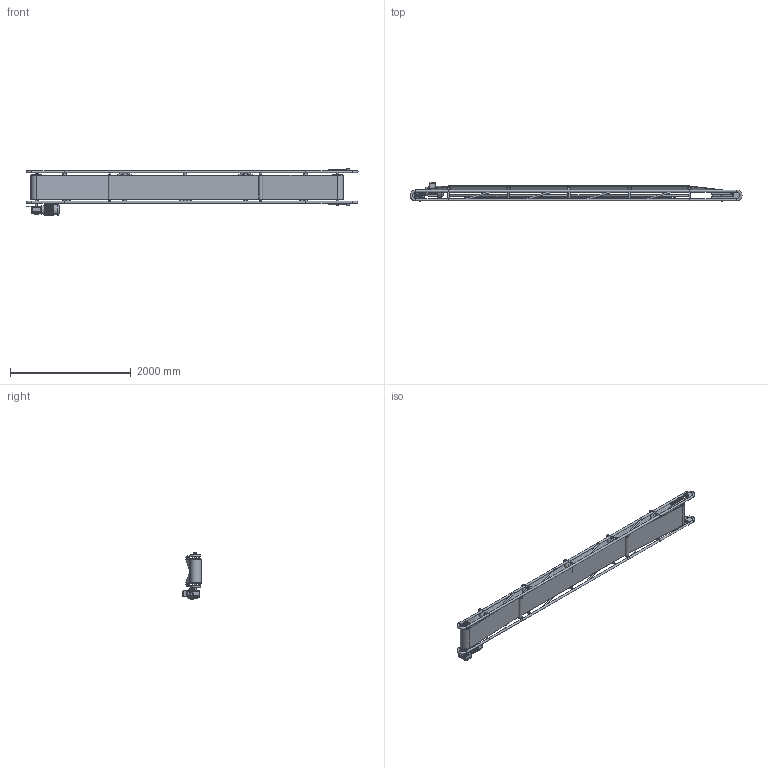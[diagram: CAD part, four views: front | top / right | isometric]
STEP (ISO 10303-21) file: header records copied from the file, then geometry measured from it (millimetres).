
FILE_DESCRIPTION (( 'STEP AP214' ), '1' );
FILE_NAME ('Foerderband._AP214_STEP.STEP', '2013-12-07T15:39:13', ( '' ), ( '' ), 'SwSTEP 2.0', 'SolidWorks 2013', '' );
FILE_SCHEMA (( 'AUTOMOTIVE_DESIGN' ));
Length unit declared in the file: millimetre
Products named in the file (1): Foerderband._AP214_STEP
Bounding box: 5504.82 x 300.37 x 770.15 mm (x, y, z)
Surface area: 13986162.3 mm2 (no closed solid volume)
Topology: 0 solids, 209 shells, 682 faces, 2512 edges, 1883 vertices
Faces by surface type: plane 437, cylinder 165, bspline 44, cone 31, torus 5
Full cylindrical faces by diameter (mm): 4.918 x1, 8.5 x11, 9 x2, 12 x2, 20 x5, 21.3 x22, 24 x3, 25 x1, 30 x2, 33.7 x17, 38 x7, 40.3 x2, 50 x1, 57.725 x9, 60 x12, 61 x1, 68.2 x1, 89 x1, 110 x2, 130 x1, 140 x1, 155.7 x2, 165 x2, 176 x1
Entity records: 45078 total; most frequent: CARTESIAN_POINT 17876, DIRECTION 3988, ORIENTED_EDGE 3084, EDGE_CURVE 2317, VERTEX_POINT 1855, LINE 1356, VECTOR 1356, AXIS2_PLACEMENT_3D 1316
